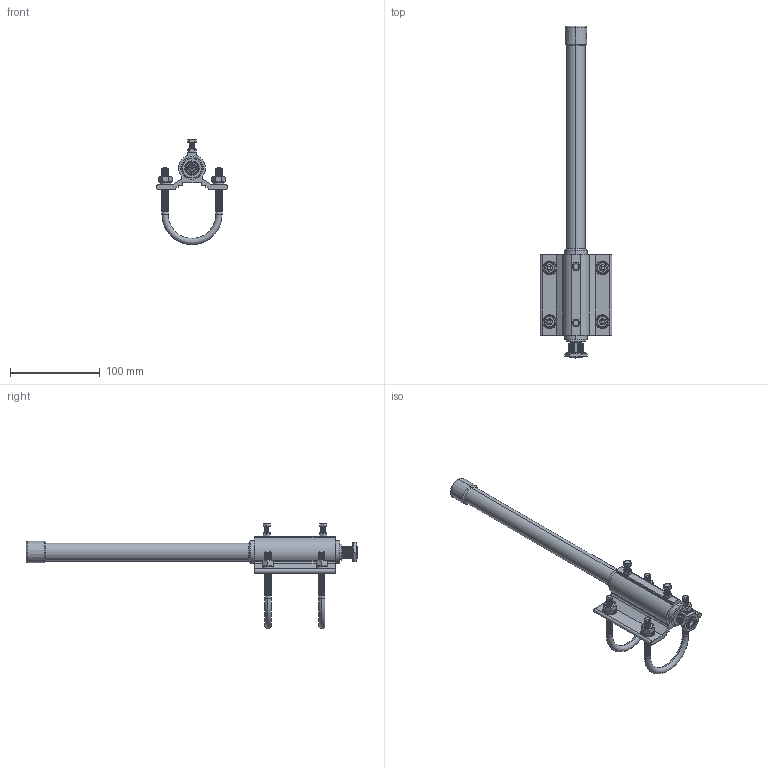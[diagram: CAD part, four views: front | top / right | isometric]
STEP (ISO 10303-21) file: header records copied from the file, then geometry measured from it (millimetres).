
FILE_DESCRIPTION (( 'STEP AP214' ), '1' );
FILE_NAME ('FM51OM1017_3D.step', '2022-12-30T18:53:10', ( '' ), ( '' ), 'SwSTEP 2.0', 'SolidWorks 2022', '' );
FILE_SCHEMA (( 'AUTOMOTIVE_DESIGN' ));
Length unit declared in the file: inch
Products named in the file (5): Copy of HG903UP-NF_ANTENNA^FM51OM1017; FM51OM1017_3D; Copy of HG903UP-NF_U-Bolt^FM51OM1017; Copy of HG903UP-NF_Bracket Bolt wNut^FM51OM1017; Copy of HG903UP-NF_Mount Bracket^FM51OM1017
Assembly tree (6 placements, depth 2):
  FM51OM1017_3D
    Copy of HG903UP-NF_ANTENNA^FM51OM1017
    Copy of HG903UP-NF_Mount Bracket^FM51OM1017
    Copy of HG903UP-NF_U-Bolt^FM51OM1017  x2
    Copy of HG903UP-NF_Bracket Bolt wNut^FM51OM1017  x2
Bounding box: 80.06 x 370.07 x 117.36 mm (x, y, z)
Volume: 207515 mm3; surface area: 73743 mm2
Topology: 11 solids, 11 shells, 1352 faces, 2951 edges, 1658 vertices
Faces by surface type: cone 979, plane 210, cylinder 125, torus 38
Entity records: 34805 total; most frequent: CARTESIAN_POINT 5423, DIRECTION 4428, ORIENTED_EDGE 3934, EDGE_CURVE 1967, AXIS2_PLACEMENT_3D 1781, VERTEX_POINT 1140, CIRCLE 907, EDGE_LOOP 905
